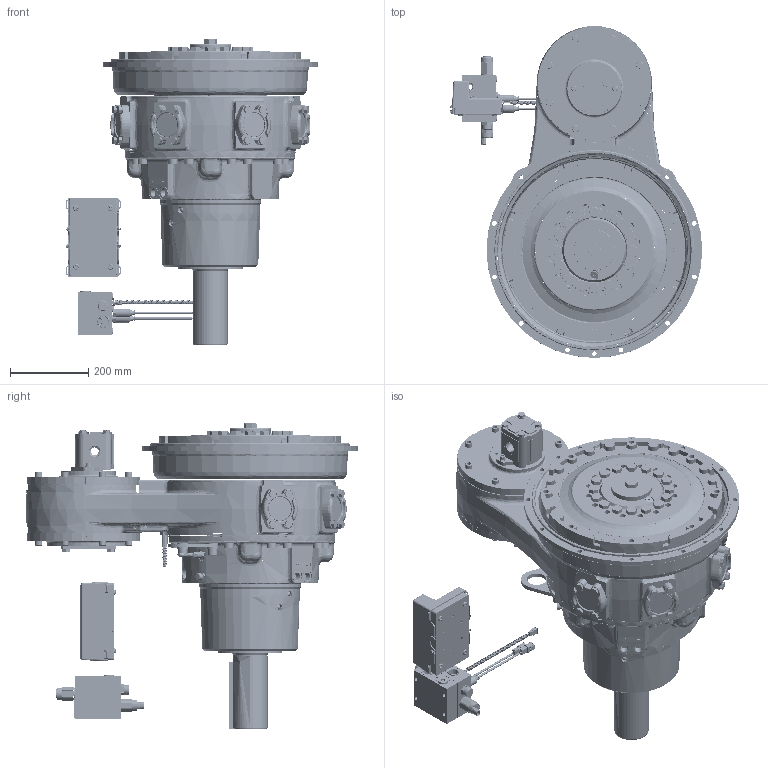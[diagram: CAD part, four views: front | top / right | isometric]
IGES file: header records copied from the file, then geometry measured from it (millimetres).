
Start section: SolidWorks IGES file using analytic representation for surfaces
Global section: file name: 1029980F.igs; native system: SolidWorks 2019; preprocessor: SolidWorks 2019; author: PDMBatchService; date: 210805.151340; units: millimetre
Bounding box: 646.42 x 850.68 x 781.85 mm (x, y, z)
Surface area: 2894272.5 mm2 (no closed solid volume)
Topology: 0 solids, 0 shells, 4238 faces, 105183 edges, 105127 vertices
Faces by surface type: bspline 2324, revolution 1914
